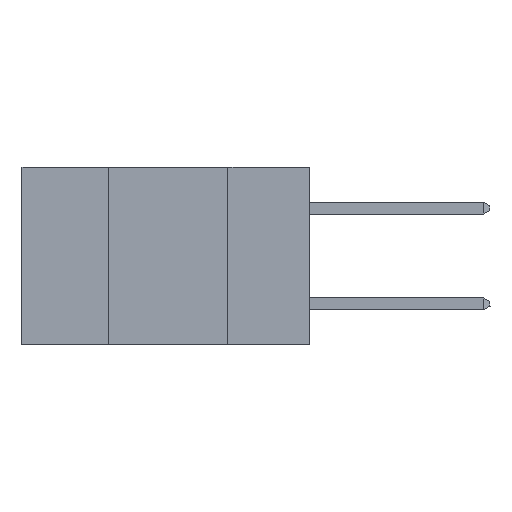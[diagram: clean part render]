
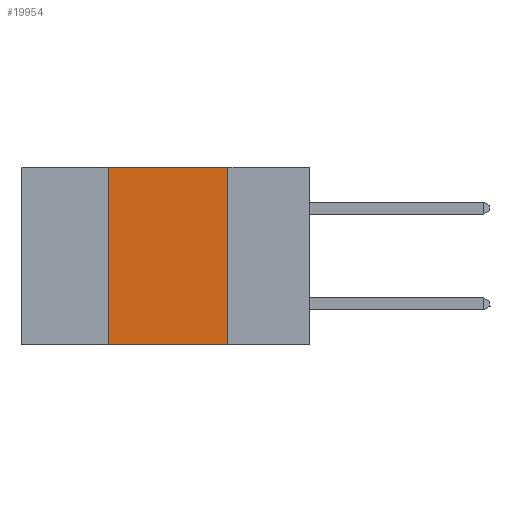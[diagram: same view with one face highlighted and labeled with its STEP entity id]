
A CAD part, left-side view. The second image highlights one B-rep face of the part: STEP entity #19954.
In plain terms, the highlighted planar face has unit normal (-1, 0, 0).
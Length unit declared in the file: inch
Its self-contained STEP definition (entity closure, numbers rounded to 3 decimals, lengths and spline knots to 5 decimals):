
#562 = VERTEX_POINT ( 'NONE', #5970 ) ;
#908 = VECTOR ( 'NONE', #3894, 39.37008 ) ;
#1221 = VECTOR ( 'NONE', #18796, 39.37008 ) ;
#2029 = VECTOR ( 'NONE', #7085, 39.37008 ) ;
#2545 = LINE ( 'NONE', #20669, #10218 ) ;
#2571 = CARTESIAN_POINT ( 'NONE',  ( 0., 0.17, 0. ) ) ;
#3630 = EDGE_CURVE ( 'NONE', #5465, #562, #4819, .T. ) ;
#3894 = DIRECTION ( 'NONE',  ( 0., 0., -1. ) ) ;
#4819 = LINE ( 'NONE', #2571, #908 ) ;
#4986 = ORIENTED_EDGE ( 'NONE', *, *, #10382, .F. ) ;
#5465 = VERTEX_POINT ( 'NONE', #5554 ) ;
#5554 = CARTESIAN_POINT ( 'NONE',  ( 0., 0.17, 0. ) ) ;
#5970 = CARTESIAN_POINT ( 'NONE',  ( 0., 0.17, -0.37 ) ) ;
#6153 = LINE ( 'NONE', #9388, #1221 ) ;
#6197 = ORIENTED_EDGE ( 'NONE', *, *, #3630, .F. ) ;
#6678 = DIRECTION ( 'NONE',  ( 0., 0., -1. ) ) ;
#7085 = DIRECTION ( 'NONE',  ( 0., -1., 0. ) ) ;
#7754 = ORIENTED_EDGE ( 'NONE', *, *, #10531, .F. ) ;
#9388 = CARTESIAN_POINT ( 'NONE',  ( 0., 0.6, 0. ) ) ;
#9409 = EDGE_CURVE ( 'NONE', #14362, #562, #13939, .T. ) ;
#9739 = DIRECTION ( 'NONE',  ( 0., 0., 1. ) ) ;
#9790 = CARTESIAN_POINT ( 'NONE',  ( 0., 0.42, 0. ) ) ;
#10218 = VECTOR ( 'NONE', #9739, 39.37008 ) ;
#10382 = EDGE_CURVE ( 'NONE', #15973, #5465, #6153, .T. ) ;
#10531 = EDGE_CURVE ( 'NONE', #14362, #15973, #2545, .T. ) ;
#11450 = AXIS2_PLACEMENT_3D ( 'NONE', #11508, #16189, #6678 ) ;
#11508 = CARTESIAN_POINT ( 'NONE',  ( 0., 0.6, 0. ) ) ;
#11600 = EDGE_LOOP ( 'NONE', ( #6197, #4986, #7754, #18421 ) ) ;
#13363 = CARTESIAN_POINT ( 'NONE',  ( 0., 0.42, -0.37 ) ) ;
#13939 = LINE ( 'NONE', #16558, #2029 ) ;
#14362 = VERTEX_POINT ( 'NONE', #13363 ) ;
#14633 = PLANE ( 'NONE',  #11450 ) ;
#15973 = VERTEX_POINT ( 'NONE', #9790 ) ;
#16189 = DIRECTION ( 'NONE',  ( 1., 0., 0. ) ) ;
#16558 = CARTESIAN_POINT ( 'NONE',  ( 0., 0.6, -0.37 ) ) ;
#18421 = ORIENTED_EDGE ( 'NONE', *, *, #9409, .T. ) ;
#18796 = DIRECTION ( 'NONE',  ( 0., -1., 0. ) ) ;
#19954 = ADVANCED_FACE ( 'NONE', ( #20443 ), #14633, .F. ) ;
#20443 = FACE_OUTER_BOUND ( 'NONE', #11600, .T. ) ;
#20669 = CARTESIAN_POINT ( 'NONE',  ( 0., 0.42, 0. ) ) ;
